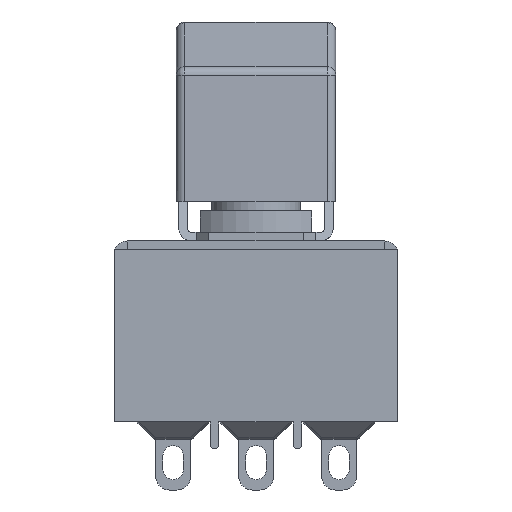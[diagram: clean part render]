
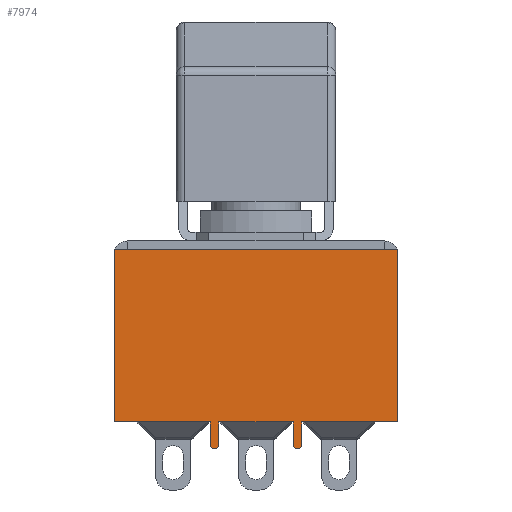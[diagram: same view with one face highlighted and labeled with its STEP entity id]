
A CAD part, left-side view. The second image highlights one B-rep face of the part: STEP entity #7974.
In plain terms, the highlighted planar face has unit normal (-1, 0, 0).
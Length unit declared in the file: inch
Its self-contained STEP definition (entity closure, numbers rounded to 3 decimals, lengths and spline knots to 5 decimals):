
#432=PLANE('',#8765);
#889=FACE_OUTER_BOUND('',#1397,.T.);
#1397=EDGE_LOOP('',(#7356,#7357,#7358,#7359,#7360,#7361,#7362,#7363,#7364,
#7365,#7366,#7367,#7368,#7369));
#1736=LINE('',#11972,#2552);
#1785=LINE('',#12083,#2601);
#1789=LINE('',#12090,#2605);
#2185=LINE('',#13338,#3001);
#2189=LINE('',#13348,#3005);
#2190=LINE('',#13351,#3006);
#2192=LINE('',#13355,#3008);
#2194=LINE('',#13359,#3010);
#2202=LINE('',#13373,#3018);
#2203=LINE('',#13375,#3019);
#2211=LINE('',#13399,#3027);
#2213=LINE('',#13406,#3029);
#2552=VECTOR('',#9558,0.3937);
#2601=VECTOR('',#9681,0.3937);
#2605=VECTOR('',#9687,0.3937);
#3001=VECTOR('',#11037,0.3937);
#3005=VECTOR('',#11047,0.3937);
#3006=VECTOR('',#11050,0.3937);
#3008=VECTOR('',#11054,0.3937);
#3010=VECTOR('',#11058,0.3937);
#3018=VECTOR('',#11072,0.3937);
#3019=VECTOR('',#11075,0.3937);
#3027=VECTOR('',#11111,0.3937);
#3029=VECTOR('',#11123,0.3937);
#3280=CIRCLE('',#8734,0.00984);
#3281=CIRCLE('',#8737,0.00984);
#3565=VERTEX_POINT('',#11963);
#3566=VERTEX_POINT('',#11968);
#3591=VERTEX_POINT('',#12082);
#3593=VERTEX_POINT('',#12088);
#3966=VERTEX_POINT('',#13330);
#3967=VERTEX_POINT('',#13332);
#3968=VERTEX_POINT('',#13336);
#3969=VERTEX_POINT('',#13340);
#3970=VERTEX_POINT('',#13342);
#3971=VERTEX_POINT('',#13346);
#3972=VERTEX_POINT('',#13350);
#3973=VERTEX_POINT('',#13354);
#3974=VERTEX_POINT('',#13358);
#3977=VERTEX_POINT('',#13371);
#4399=EDGE_CURVE('',#3565,#3566,#1736,.T.);
#4457=EDGE_CURVE('',#3591,#3565,#1785,.T.);
#4461=EDGE_CURVE('',#3566,#3593,#1789,.T.);
#5073=EDGE_CURVE('',#3966,#3967,#3280,.T.);
#5076=EDGE_CURVE('',#3968,#3966,#2185,.T.);
#5078=EDGE_CURVE('',#3969,#3970,#3281,.T.);
#5081=EDGE_CURVE('',#3971,#3969,#2189,.T.);
#5082=EDGE_CURVE('',#3972,#3970,#2190,.T.);
#5084=EDGE_CURVE('',#3973,#3967,#2192,.T.);
#5086=EDGE_CURVE('',#3973,#3974,#2194,.T.);
#5096=EDGE_CURVE('',#3977,#3971,#2202,.T.);
#5097=EDGE_CURVE('',#3972,#3968,#2203,.T.);
#5107=EDGE_CURVE('',#3974,#3593,#2211,.T.);
#5109=EDGE_CURVE('',#3977,#3591,#2213,.T.);
#7356=ORIENTED_EDGE('',*,*,#5073,.F.);
#7357=ORIENTED_EDGE('',*,*,#5076,.F.);
#7358=ORIENTED_EDGE('',*,*,#5097,.F.);
#7359=ORIENTED_EDGE('',*,*,#5082,.T.);
#7360=ORIENTED_EDGE('',*,*,#5078,.F.);
#7361=ORIENTED_EDGE('',*,*,#5081,.F.);
#7362=ORIENTED_EDGE('',*,*,#5096,.F.);
#7363=ORIENTED_EDGE('',*,*,#5109,.T.);
#7364=ORIENTED_EDGE('',*,*,#4457,.T.);
#7365=ORIENTED_EDGE('',*,*,#4399,.T.);
#7366=ORIENTED_EDGE('',*,*,#4461,.T.);
#7367=ORIENTED_EDGE('',*,*,#5107,.F.);
#7368=ORIENTED_EDGE('',*,*,#5086,.F.);
#7369=ORIENTED_EDGE('',*,*,#5084,.T.);
#7974=ADVANCED_FACE('',(#889),#432,.T.);
#8734=AXIS2_PLACEMENT_3D('',#13333,#11031,#11032);
#8737=AXIS2_PLACEMENT_3D('',#13343,#11041,#11042);
#8765=AXIS2_PLACEMENT_3D('',#13407,#11124,#11125);
#9558=DIRECTION('',(0.,1.,0.));
#9681=DIRECTION('',(0.,1.,0.));
#9687=DIRECTION('',(0.,1.,0.));
#11031=DIRECTION('center_axis',(1.,0.,0.));
#11032=DIRECTION('ref_axis',(0.,0.707,-0.707));
#11037=DIRECTION('',(0.,0.,-1.));
#11041=DIRECTION('center_axis',(1.,0.,0.));
#11042=DIRECTION('ref_axis',(0.,0.707,-0.707));
#11047=DIRECTION('',(0.,0.,-1.));
#11050=DIRECTION('',(0.,0.,-1.));
#11054=DIRECTION('',(0.,0.,-1.));
#11058=DIRECTION('',(0.,1.,0.));
#11072=DIRECTION('',(0.,1.,0.));
#11075=DIRECTION('',(0.,1.,0.));
#11111=DIRECTION('',(0.,0.,1.));
#11123=DIRECTION('',(0.,0.,1.));
#11124=DIRECTION('center_axis',(-1.,0.,0.));
#11125=DIRECTION('ref_axis',(0.,0.,1.));
#11963=CARTESIAN_POINT('',(-0.25,-0.29508,0.39488));
#11968=CARTESIAN_POINT('',(-0.25,0.29508,0.39488));
#11972=CARTESIAN_POINT('',(-0.25,-0.325,0.39488));
#12082=CARTESIAN_POINT('',(-0.25,-0.325,0.39488));
#12083=CARTESIAN_POINT('',(-0.25,-0.325,0.39488));
#12088=CARTESIAN_POINT('',(-0.25,0.325,0.39488));
#12090=CARTESIAN_POINT('',(-0.25,-0.325,0.39488));
#13330=CARTESIAN_POINT('',(-0.25,0.08524,-0.05118));
#13332=CARTESIAN_POINT('',(-0.25,0.10492,-0.05118));
#13333=CARTESIAN_POINT('Origin',(-0.25,0.09508,
-0.05118));
#13336=CARTESIAN_POINT('',(-0.25,0.08524,0.));
#13338=CARTESIAN_POINT('',(-0.25,0.08524,0.));
#13340=CARTESIAN_POINT('',(-0.25,-0.10492,-0.05118));
#13342=CARTESIAN_POINT('',(-0.25,-0.08524,-0.05118));
#13343=CARTESIAN_POINT('Origin',(-0.25,-0.09508,
-0.05118));
#13346=CARTESIAN_POINT('',(-0.25,-0.10492,0.));
#13348=CARTESIAN_POINT('',(-0.25,-0.10492,0.));
#13350=CARTESIAN_POINT('',(-0.25,-0.08524,0.));
#13351=CARTESIAN_POINT('',(-0.25,-0.08524,0.));
#13354=CARTESIAN_POINT('',(-0.25,0.10492,0.));
#13355=CARTESIAN_POINT('',(-0.25,0.10492,0.));
#13358=CARTESIAN_POINT('',(-0.25,0.325,0.));
#13359=CARTESIAN_POINT('',(-0.25,-0.325,0.));
#13371=CARTESIAN_POINT('',(-0.25,-0.325,0.));
#13373=CARTESIAN_POINT('',(-0.25,-0.325,0.));
#13375=CARTESIAN_POINT('',(-0.25,-0.325,0.));
#13399=CARTESIAN_POINT('',(-0.25,0.325,0.));
#13406=CARTESIAN_POINT('',(-0.25,-0.325,0.));
#13407=CARTESIAN_POINT('Origin',(-0.25,-0.325,0.));
